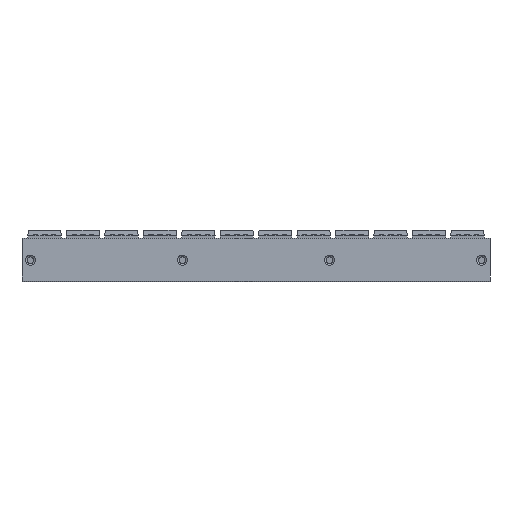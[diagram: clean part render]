
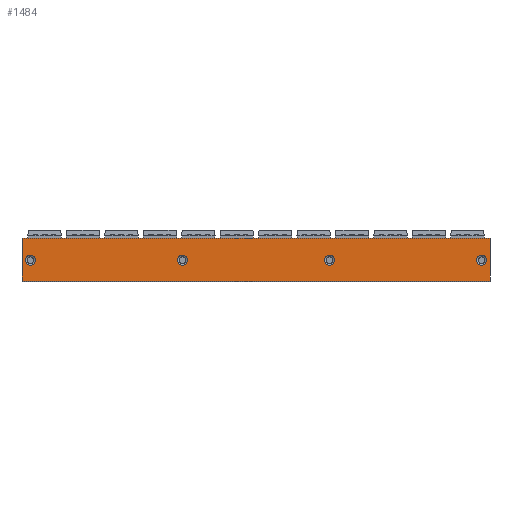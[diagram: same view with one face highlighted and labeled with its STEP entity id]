
A CAD part, front view. The second image highlights one B-rep face of the part: STEP entity #1484.
In plain terms, the highlighted face is planar.
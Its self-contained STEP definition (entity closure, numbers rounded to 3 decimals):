
#9 = CIRCLE ( 'NONE', #5176, 3. ) ;
#121 = FACE_BOUND ( 'NONE', #4047, .T. ) ;
#164 = CARTESIAN_POINT ( 'NONE',  ( 140., 13., 46.05 ) ) ;
#206 = EDGE_CURVE ( 'NONE', #8347, #7662, #4156, .T. ) ;
#233 = VERTEX_POINT ( 'NONE', #538 ) ;
#251 = FACE_BOUND ( 'NONE', #8420, .T. ) ;
#367 = CARTESIAN_POINT ( 'NONE',  ( 41., 0., 46.05 ) ) ;
#395 = CARTESIAN_POINT ( 'NONE',  ( -44., 0., 46.05 ) ) ;
#538 = CARTESIAN_POINT ( 'NONE',  ( 138., 0., 46.05 ) ) ;
#744 = VECTOR ( 'NONE', #6679, 1000. ) ;
#825 = ORIENTED_EDGE ( 'NONE', *, *, #4386, .T. ) ;
#839 = VERTEX_POINT ( 'NONE', #6714 ) ;
#863 = CARTESIAN_POINT ( 'NONE',  ( 135., 0., 46.05 ) ) ;
#929 = CIRCLE ( 'NONE', #8013, 3. ) ;
#963 = DIRECTION ( 'NONE',  ( -1., 0., 0. ) ) ;
#1016 = EDGE_CURVE ( 'NONE', #1529, #839, #5053, .T. ) ;
#1115 = CARTESIAN_POINT ( 'NONE',  ( -41., 0., 46.05 ) ) ;
#1315 = DIRECTION ( 'NONE',  ( -1., 0., 0. ) ) ;
#1484 = ADVANCED_FACE ( 'NONE', ( #251, #4410, #3723, #121, #2946 ), #5751, .F. ) ;
#1516 = CARTESIAN_POINT ( 'NONE',  ( -47., 0., 46.05 ) ) ;
#1529 = VERTEX_POINT ( 'NONE', #5432 ) ;
#1542 = EDGE_CURVE ( 'NONE', #3828, #1529, #2470, .T. ) ;
#1723 = DIRECTION ( 'NONE',  ( 0., 0., -1. ) ) ;
#1814 = CARTESIAN_POINT ( 'NONE',  ( -44., 0., 46.05 ) ) ;
#2081 = AXIS2_PLACEMENT_3D ( 'NONE', #395, #4655, #3954 ) ;
#2132 = CIRCLE ( 'NONE', #2577, 3. ) ;
#2145 = EDGE_CURVE ( 'NONE', #5758, #3828, #4971, .T. ) ;
#2162 = ORIENTED_EDGE ( 'NONE', *, *, #5922, .T. ) ;
#2467 = DIRECTION ( 'NONE',  ( -1., 0., 0. ) ) ;
#2470 = LINE ( 'NONE', #4554, #744 ) ;
#2497 = DIRECTION ( 'NONE',  ( -1., 0., 0. ) ) ;
#2566 = CARTESIAN_POINT ( 'NONE',  ( 44., 0., 46.05 ) ) ;
#2577 = AXIS2_PLACEMENT_3D ( 'NONE', #1814, #7483, #2497 ) ;
#2671 = VERTEX_POINT ( 'NONE', #367 ) ;
#2793 = DIRECTION ( 'NONE',  ( 0., 0., -1. ) ) ;
#2854 = CARTESIAN_POINT ( 'NONE',  ( 135., 0., 46.05 ) ) ;
#2932 = ORIENTED_EDGE ( 'NONE', *, *, #1016, .T. ) ;
#2946 = FACE_OUTER_BOUND ( 'NONE', #6919, .T. ) ;
#2958 = VECTOR ( 'NONE', #7868, 1000. ) ;
#2995 = DIRECTION ( 'NONE',  ( 0., 0., -1. ) ) ;
#3089 = EDGE_CURVE ( 'NONE', #4771, #4946, #4595, .T. ) ;
#3239 = ORIENTED_EDGE ( 'NONE', *, *, #7804, .T. ) ;
#3265 = CARTESIAN_POINT ( 'NONE',  ( 47., 0., 46.05 ) ) ;
#3474 = EDGE_LOOP ( 'NONE', ( #4682, #2162 ) ) ;
#3723 = FACE_BOUND ( 'NONE', #3474, .T. ) ;
#3795 = EDGE_CURVE ( 'NONE', #5758, #839, #4055, .T. ) ;
#3828 = VERTEX_POINT ( 'NONE', #7563 ) ;
#3954 = DIRECTION ( 'NONE',  ( -1., 0., 0. ) ) ;
#4047 = EDGE_LOOP ( 'NONE', ( #8655, #8782 ) ) ;
#4055 = LINE ( 'NONE', #4138, #5206 ) ;
#4061 = VERTEX_POINT ( 'NONE', #3265 ) ;
#4090 = DIRECTION ( 'NONE',  ( -1., 0., 0. ) ) ;
#4138 = CARTESIAN_POINT ( 'NONE',  ( 140., 13., 46.05 ) ) ;
#4154 = ORIENTED_EDGE ( 'NONE', *, *, #3795, .F. ) ;
#4156 = CIRCLE ( 'NONE', #8286, 3. ) ;
#4225 = DIRECTION ( 'NONE',  ( 0., 0., -1. ) ) ;
#4271 = CARTESIAN_POINT ( 'NONE',  ( 44., 0., 46.05 ) ) ;
#4386 = EDGE_CURVE ( 'NONE', #2671, #4061, #4622, .T. ) ;
#4390 = CARTESIAN_POINT ( 'NONE',  ( 140., -12.5, 46.05 ) ) ;
#4410 = FACE_BOUND ( 'NONE', #6314, .T. ) ;
#4554 = CARTESIAN_POINT ( 'NONE',  ( -140., 13., 46.05 ) ) ;
#4595 = CIRCLE ( 'NONE', #2081, 3. ) ;
#4622 = CIRCLE ( 'NONE', #7422, 3. ) ;
#4655 = DIRECTION ( 'NONE',  ( 0., 0., -1. ) ) ;
#4682 = ORIENTED_EDGE ( 'NONE', *, *, #3089, .T. ) ;
#4735 = CARTESIAN_POINT ( 'NONE',  ( -138., 0., 46.05 ) ) ;
#4771 = VERTEX_POINT ( 'NONE', #1115 ) ;
#4946 = VERTEX_POINT ( 'NONE', #1516 ) ;
#4971 = LINE ( 'NONE', #5653, #2958 ) ;
#5053 = LINE ( 'NONE', #4390, #6853 ) ;
#5176 = AXIS2_PLACEMENT_3D ( 'NONE', #2854, #4225, #5540 ) ;
#5206 = VECTOR ( 'NONE', #6875, 1000. ) ;
#5428 = ORIENTED_EDGE ( 'NONE', *, *, #6712, .T. ) ;
#5432 = CARTESIAN_POINT ( 'NONE',  ( -140., -12.5, 46.05 ) ) ;
#5441 = EDGE_CURVE ( 'NONE', #7662, #8347, #929, .T. ) ;
#5540 = DIRECTION ( 'NONE',  ( -1., 0., 0. ) ) ;
#5607 = CARTESIAN_POINT ( 'NONE',  ( 140., 13., 46.05 ) ) ;
#5636 = CARTESIAN_POINT ( 'NONE',  ( -132., 0., 46.05 ) ) ;
#5653 = CARTESIAN_POINT ( 'NONE',  ( 140., 13., 46.05 ) ) ;
#5751 = PLANE ( 'NONE',  #7975 ) ;
#5758 = VERTEX_POINT ( 'NONE', #5607 ) ;
#5808 = DIRECTION ( 'NONE',  ( -1., 0., 0. ) ) ;
#5922 = EDGE_CURVE ( 'NONE', #4946, #4771, #2132, .T. ) ;
#6085 = CIRCLE ( 'NONE', #8438, 3. ) ;
#6314 = EDGE_LOOP ( 'NONE', ( #8945, #825 ) ) ;
#6413 = DIRECTION ( 'NONE',  ( 0., 0., -1. ) ) ;
#6679 = DIRECTION ( 'NONE',  ( 0., -1., 0. ) ) ;
#6712 = EDGE_CURVE ( 'NONE', #7536, #233, #9, .T. ) ;
#6714 = CARTESIAN_POINT ( 'NONE',  ( 140., -12.5, 46.05 ) ) ;
#6758 = CARTESIAN_POINT ( 'NONE',  ( -135., 0., 46.05 ) ) ;
#6853 = VECTOR ( 'NONE', #7768, 1000. ) ;
#6875 = DIRECTION ( 'NONE',  ( 0., -1., 0. ) ) ;
#6919 = EDGE_LOOP ( 'NONE', ( #8568, #2932, #4154, #8715 ) ) ;
#6960 = CIRCLE ( 'NONE', #8428, 3. ) ;
#7043 = CARTESIAN_POINT ( 'NONE',  ( -135., 0., 46.05 ) ) ;
#7422 = AXIS2_PLACEMENT_3D ( 'NONE', #2566, #1723, #8142 ) ;
#7483 = DIRECTION ( 'NONE',  ( 0., 0., -1. ) ) ;
#7536 = VERTEX_POINT ( 'NONE', #8443 ) ;
#7563 = CARTESIAN_POINT ( 'NONE',  ( -140., 13., 46.05 ) ) ;
#7662 = VERTEX_POINT ( 'NONE', #5636 ) ;
#7768 = DIRECTION ( 'NONE',  ( 1., 0., 0. ) ) ;
#7804 = EDGE_CURVE ( 'NONE', #233, #7536, #6960, .T. ) ;
#7868 = DIRECTION ( 'NONE',  ( -1., 0., 0. ) ) ;
#7975 = AXIS2_PLACEMENT_3D ( 'NONE', #164, #2995, #5808 ) ;
#7982 = DIRECTION ( 'NONE',  ( 0., 0., -1. ) ) ;
#8012 = EDGE_CURVE ( 'NONE', #4061, #2671, #6085, .T. ) ;
#8013 = AXIS2_PLACEMENT_3D ( 'NONE', #6758, #8143, #2467 ) ;
#8142 = DIRECTION ( 'NONE',  ( -1., 0., 0. ) ) ;
#8143 = DIRECTION ( 'NONE',  ( 0., 0., -1. ) ) ;
#8286 = AXIS2_PLACEMENT_3D ( 'NONE', #7043, #2793, #1315 ) ;
#8347 = VERTEX_POINT ( 'NONE', #4735 ) ;
#8420 = EDGE_LOOP ( 'NONE', ( #3239, #5428 ) ) ;
#8428 = AXIS2_PLACEMENT_3D ( 'NONE', #863, #7982, #963 ) ;
#8438 = AXIS2_PLACEMENT_3D ( 'NONE', #4271, #6413, #4090 ) ;
#8443 = CARTESIAN_POINT ( 'NONE',  ( 132., 0., 46.05 ) ) ;
#8568 = ORIENTED_EDGE ( 'NONE', *, *, #1542, .T. ) ;
#8655 = ORIENTED_EDGE ( 'NONE', *, *, #5441, .T. ) ;
#8715 = ORIENTED_EDGE ( 'NONE', *, *, #2145, .T. ) ;
#8782 = ORIENTED_EDGE ( 'NONE', *, *, #206, .T. ) ;
#8945 = ORIENTED_EDGE ( 'NONE', *, *, #8012, .T. ) ;
